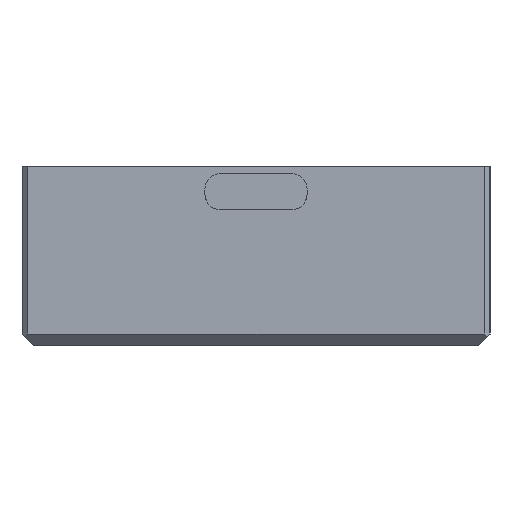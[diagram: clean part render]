
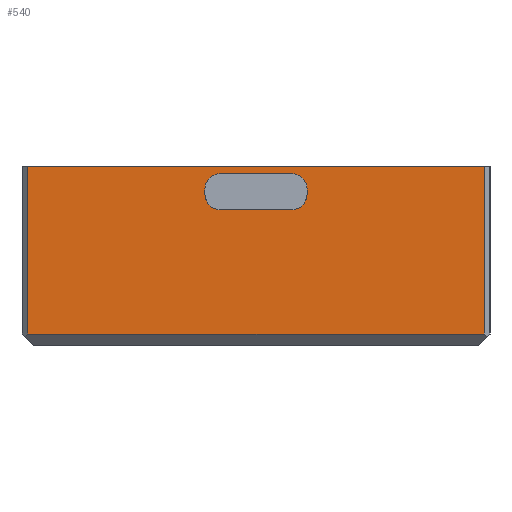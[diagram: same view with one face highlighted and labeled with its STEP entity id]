
A CAD part, left-side view. The second image highlights one B-rep face of the part: STEP entity #540.
In plain terms, the highlighted planar face has unit normal (-1, 0, 0).
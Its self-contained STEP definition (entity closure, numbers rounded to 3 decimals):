
#2 = CARTESIAN_POINT ( 'NONE',  ( -48., 3.2, 15.4 ) ) ;
#3 = CARTESIAN_POINT ( 'NONE',  ( -48., -4.58, 14.02 ) ) ;
#24 = CARTESIAN_POINT ( 'NONE',  ( -48., 3.2, 13.52 ) ) ;
#53 = CARTESIAN_POINT ( 'NONE',  ( -48., 4.58, 14.02 ) ) ;
#66 = VERTEX_POINT ( 'NONE', #324 ) ;
#81 = ORIENTED_EDGE ( 'NONE', *, *, #2435, .F. ) ;
#172 = CIRCLE ( 'NONE', #1004, 1.38 ) ;
#204 = DIRECTION ( 'NONE',  ( 0., 1., 0. ) ) ;
#218 = VERTEX_POINT ( 'NONE', #1892 ) ;
#227 = DIRECTION ( 'NONE',  ( 0., 0., 1. ) ) ;
#232 = VERTEX_POINT ( 'NONE', #1726 ) ;
#251 = DIRECTION ( 'NONE',  ( 0., -1., 0. ) ) ;
#267 = LINE ( 'NONE', #2362, #409 ) ;
#278 = EDGE_CURVE ( 'NONE', #66, #965, #2279, .T. ) ;
#290 = EDGE_CURVE ( 'NONE', #1410, #477, #1158, .T. ) ;
#301 = CARTESIAN_POINT ( 'NONE',  ( -48., 20.5, 1. ) ) ;
#324 = CARTESIAN_POINT ( 'NONE',  ( -48., 4.58, 13.52 ) ) ;
#330 = ORIENTED_EDGE ( 'NONE', *, *, #820, .T. ) ;
#354 = CARTESIAN_POINT ( 'NONE',  ( -48., 20.5, 1. ) ) ;
#359 = EDGE_LOOP ( 'NONE', ( #1275, #771, #81, #2158, #1758, #2193, #1376, #1515 ) ) ;
#368 = VECTOR ( 'NONE', #761, 1000. ) ;
#389 = EDGE_CURVE ( 'NONE', #1462, #940, #172, .T. ) ;
#395 = CARTESIAN_POINT ( 'NONE',  ( -48., 0., 16. ) ) ;
#409 = VECTOR ( 'NONE', #251, 1000. ) ;
#458 = VECTOR ( 'NONE', #1881, 1000. ) ;
#477 = VERTEX_POINT ( 'NONE', #766 ) ;
#497 = CARTESIAN_POINT ( 'NONE',  ( -48., 3.2, 15.4 ) ) ;
#504 = CARTESIAN_POINT ( 'NONE',  ( -48., -20.5, 16. ) ) ;
#540 = ADVANCED_FACE ( 'NONE', ( #1347, #1749 ), #2104, .T. ) ;
#555 = DIRECTION ( 'NONE',  ( -1., 0., 0. ) ) ;
#602 = EDGE_CURVE ( 'NONE', #218, #232, #1483, .T. ) ;
#649 = VECTOR ( 'NONE', #2442, 1000. ) ;
#650 = CARTESIAN_POINT ( 'NONE',  ( -48., 3.2, 14.02 ) ) ;
#652 = EDGE_CURVE ( 'NONE', #1985, #1712, #267, .T. ) ;
#689 = LINE ( 'NONE', #1265, #764 ) ;
#700 = ORIENTED_EDGE ( 'NONE', *, *, #2068, .T. ) ;
#757 = ORIENTED_EDGE ( 'NONE', *, *, #652, .T. ) ;
#761 = DIRECTION ( 'NONE',  ( 0., 1., 0. ) ) ;
#764 = VECTOR ( 'NONE', #1100, 1000. ) ;
#766 = CARTESIAN_POINT ( 'NONE',  ( -48., 20.5, 16. ) ) ;
#771 = ORIENTED_EDGE ( 'NONE', *, *, #602, .F. ) ;
#776 = LINE ( 'NONE', #1937, #858 ) ;
#820 = EDGE_CURVE ( 'NONE', #1712, #1410, #1112, .T. ) ;
#858 = VECTOR ( 'NONE', #227, 1000. ) ;
#918 = ORIENTED_EDGE ( 'NONE', *, *, #290, .T. ) ;
#940 = VERTEX_POINT ( 'NONE', #53 ) ;
#943 = DIRECTION ( 'NONE',  ( -1., 0., 0. ) ) ;
#955 = DIRECTION ( 'NONE',  ( 0., 0., -1. ) ) ;
#965 = VERTEX_POINT ( 'NONE', #1315 ) ;
#999 = EDGE_CURVE ( 'NONE', #1811, #1462, #1561, .T. ) ;
#1004 = AXIS2_PLACEMENT_3D ( 'NONE', #650, #2356, #2345 ) ;
#1100 = DIRECTION ( 'NONE',  ( 0., -1., 0. ) ) ;
#1112 = LINE ( 'NONE', #504, #649 ) ;
#1120 = VECTOR ( 'NONE', #204, 1000. ) ;
#1125 = AXIS2_PLACEMENT_3D ( 'NONE', #2424, #1874, #955 ) ;
#1134 = DIRECTION ( 'NONE',  ( 0., 0., -1. ) ) ;
#1158 = LINE ( 'NONE', #2097, #1120 ) ;
#1162 = AXIS2_PLACEMENT_3D ( 'NONE', #1979, #1257, #2351 ) ;
#1184 = CARTESIAN_POINT ( 'NONE',  ( -48., -3.2, 15.4 ) ) ;
#1237 = EDGE_CURVE ( 'NONE', #2235, #1811, #2446, .T. ) ;
#1257 = DIRECTION ( 'NONE',  ( -1., 0., 0. ) ) ;
#1265 = CARTESIAN_POINT ( 'NONE',  ( -48., 3.2, 12.14 ) ) ;
#1275 = ORIENTED_EDGE ( 'NONE', *, *, #2268, .F. ) ;
#1315 = CARTESIAN_POINT ( 'NONE',  ( -48., 3.2, 12.14 ) ) ;
#1347 = FACE_BOUND ( 'NONE', #359, .T. ) ;
#1376 = ORIENTED_EDGE ( 'NONE', *, *, #999, .F. ) ;
#1410 = VERTEX_POINT ( 'NONE', #2149 ) ;
#1421 = EDGE_CURVE ( 'NONE', #940, #66, #1965, .T. ) ;
#1462 = VERTEX_POINT ( 'NONE', #497 ) ;
#1483 = CIRCLE ( 'NONE', #1162, 1.38 ) ;
#1515 = ORIENTED_EDGE ( 'NONE', *, *, #1237, .F. ) ;
#1561 = LINE ( 'NONE', #2, #368 ) ;
#1566 = DIRECTION ( 'NONE',  ( 0., 0., -1. ) ) ;
#1616 = AXIS2_PLACEMENT_3D ( 'NONE', #395, #943, #1709 ) ;
#1669 = LINE ( 'NONE', #354, #458 ) ;
#1709 = DIRECTION ( 'NONE',  ( 0., 0., 1. ) ) ;
#1712 = VERTEX_POINT ( 'NONE', #2056 ) ;
#1726 = CARTESIAN_POINT ( 'NONE',  ( -48., -4.58, 13.52 ) ) ;
#1742 = CARTESIAN_POINT ( 'NONE',  ( -48., 4.58, 13.52 ) ) ;
#1749 = FACE_OUTER_BOUND ( 'NONE', #1922, .T. ) ;
#1758 = ORIENTED_EDGE ( 'NONE', *, *, #1421, .F. ) ;
#1811 = VERTEX_POINT ( 'NONE', #1184 ) ;
#1874 = DIRECTION ( 'NONE',  ( -1., 0., 0. ) ) ;
#1881 = DIRECTION ( 'NONE',  ( 0., 0., -1. ) ) ;
#1892 = CARTESIAN_POINT ( 'NONE',  ( -48., -3.2, 12.14 ) ) ;
#1922 = EDGE_LOOP ( 'NONE', ( #757, #330, #918, #700 ) ) ;
#1937 = CARTESIAN_POINT ( 'NONE',  ( -48., -4.58, 13.52 ) ) ;
#1965 = LINE ( 'NONE', #1742, #2448 ) ;
#1979 = CARTESIAN_POINT ( 'NONE',  ( -48., -3.2, 13.52 ) ) ;
#1985 = VERTEX_POINT ( 'NONE', #301 ) ;
#2056 = CARTESIAN_POINT ( 'NONE',  ( -48., -20.5, 1. ) ) ;
#2068 = EDGE_CURVE ( 'NONE', #477, #1985, #1669, .T. ) ;
#2077 = AXIS2_PLACEMENT_3D ( 'NONE', #24, #555, #1134 ) ;
#2097 = CARTESIAN_POINT ( 'NONE',  ( -48., 0., 16. ) ) ;
#2104 = PLANE ( 'NONE',  #1616 ) ;
#2149 = CARTESIAN_POINT ( 'NONE',  ( -48., -20.5, 16. ) ) ;
#2158 = ORIENTED_EDGE ( 'NONE', *, *, #278, .F. ) ;
#2193 = ORIENTED_EDGE ( 'NONE', *, *, #389, .F. ) ;
#2235 = VERTEX_POINT ( 'NONE', #3 ) ;
#2268 = EDGE_CURVE ( 'NONE', #232, #2235, #776, .T. ) ;
#2279 = CIRCLE ( 'NONE', #2077, 1.38 ) ;
#2345 = DIRECTION ( 'NONE',  ( 0., 0., 1. ) ) ;
#2351 = DIRECTION ( 'NONE',  ( 0., 0., 1. ) ) ;
#2356 = DIRECTION ( 'NONE',  ( -1., 0., 0. ) ) ;
#2362 = CARTESIAN_POINT ( 'NONE',  ( -48., -21., 1. ) ) ;
#2424 = CARTESIAN_POINT ( 'NONE',  ( -48., -3.2, 14.02 ) ) ;
#2435 = EDGE_CURVE ( 'NONE', #965, #218, #689, .T. ) ;
#2442 = DIRECTION ( 'NONE',  ( 0., 0., 1. ) ) ;
#2446 = CIRCLE ( 'NONE', #1125, 1.38 ) ;
#2448 = VECTOR ( 'NONE', #1566, 1000. ) ;
